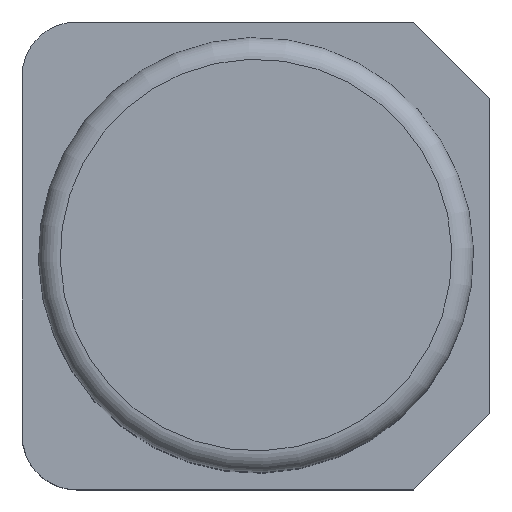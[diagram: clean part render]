
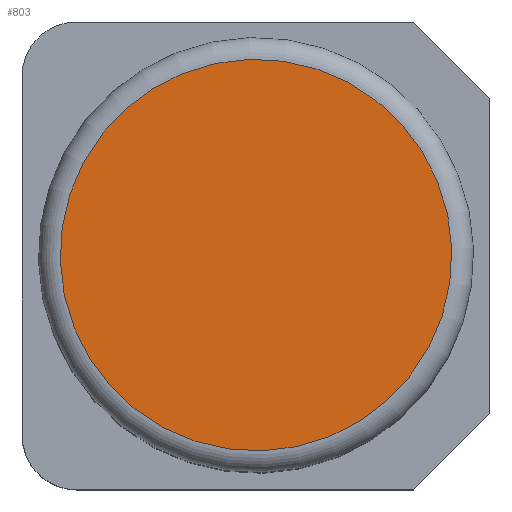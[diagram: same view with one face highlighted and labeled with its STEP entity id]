
A CAD part, top view. The second image highlights one B-rep face of the part: STEP entity #803.
In plain terms, the highlighted planar face has unit normal (0, 0, 1).
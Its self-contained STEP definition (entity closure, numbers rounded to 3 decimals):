
#752=CARTESIAN_POINT('',(1.8,0.,4.25));
#753=VERTEX_POINT('',#752);
#754=CARTESIAN_POINT('',(0.0,0.0,4.25));
#755=DIRECTION('',(0.0,0.0,-1.0));
#756=DIRECTION('',(-1.0,0.0,0.0));
#757=AXIS2_PLACEMENT_3D('',#754,#755,#756);
#758=CIRCLE('',#757,1.8);
#759=EDGE_CURVE('',#753,#753,#758,.T.);
#795=CARTESIAN_POINT('',(0.0,0.0,4.25));
#796=DIRECTION('',(0.0,0.0,-1.0));
#797=DIRECTION('',(-1.0,0.0,0.0));
#798=AXIS2_PLACEMENT_3D('',#795,#796,#797);
#799=PLANE('',#798);
#800=ORIENTED_EDGE('',*,*,#759,.F.);
#801=EDGE_LOOP('',(#800));
#802=FACE_OUTER_BOUND('',#801,.T.);
#803=ADVANCED_FACE('',(#802),#799,.F.);
